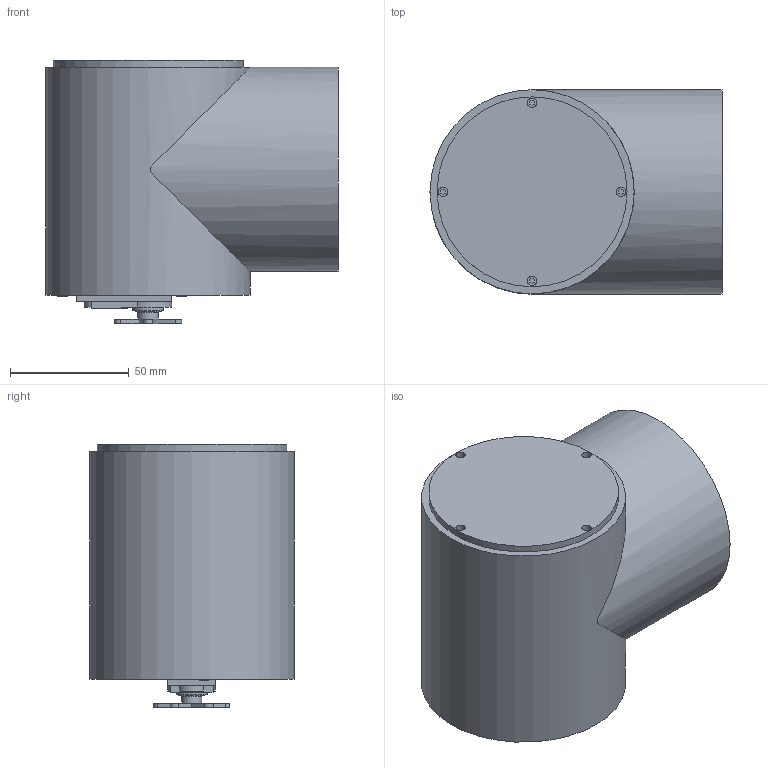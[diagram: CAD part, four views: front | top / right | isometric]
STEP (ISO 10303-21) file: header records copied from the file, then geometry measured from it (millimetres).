
FILE_DESCRIPTION(/* description */ (''),/* implementation_level */ '2;1');
FILE_NAME(/* name */ 'Eslabon 3 v3.step',/* time_stamp */ '2025-07-14T23:15:25-05:00',/* author */ (''),/* organization */ (''),/* preprocessor_version */ 'ST-DEVELOPER v20.1',/* originating_system */ 'Autodesk Translation Framework v14.10.0.0',/* authorisation */ '');
FILE_SCHEMA (('AUTOMOTIVE_DESIGN { 1 0 10303 214 3 1 1 }'));
Length unit declared in the file: millimetre
Products named in the file (8): Eslabon 3; Motor 2; Ensamble motor SG995; MG995; Servo_MG995_Star_horn; Tornillo M3x7.5; Carcaza Grande M123; Tornillo M3x10
Assembly tree (13 placements, depth 3):
  Eslabon 3
    Motor 2
    Ensamble motor SG995
      MG995
      Servo_MG995_Star_horn
    Tornillo M3x7.5  x4
    Carcaza Grande M123
    Tornillo M3x10  x4
Bounding box: 123 x 86 x 111 mm (x, y, z)
Volume: 203276.6 mm3; surface area: 101772.1 mm2
Topology: 46 solids, 46 shells, 1028 faces, 2686 edges, 1778 vertices
Faces by surface type: plane 606, bspline 263, cylinder 139, cone 13, torus 7
Full cylindrical faces by diameter (mm): 1 x1, 2 x18, 2.5 x1, 2.529 x8, 2.927 x8, 3 x4, 3.2 x4, 3.4 x1, 4 x16, 6 x1, 6.5 x1, 7 x1, 8.5 x1, 9 x1, 11 x1, 13 x1, 70 x2, 76 x1, 80 x3, 86 x2
Entity records: 30217 total; most frequent: CARTESIAN_POINT 7710, ORIENTED_EDGE 5052, DIRECTION 3671, EDGE_CURVE 2526, VERTEX_POINT 1676, LINE 1655, VECTOR 1655, EDGE_LOOP 1078
